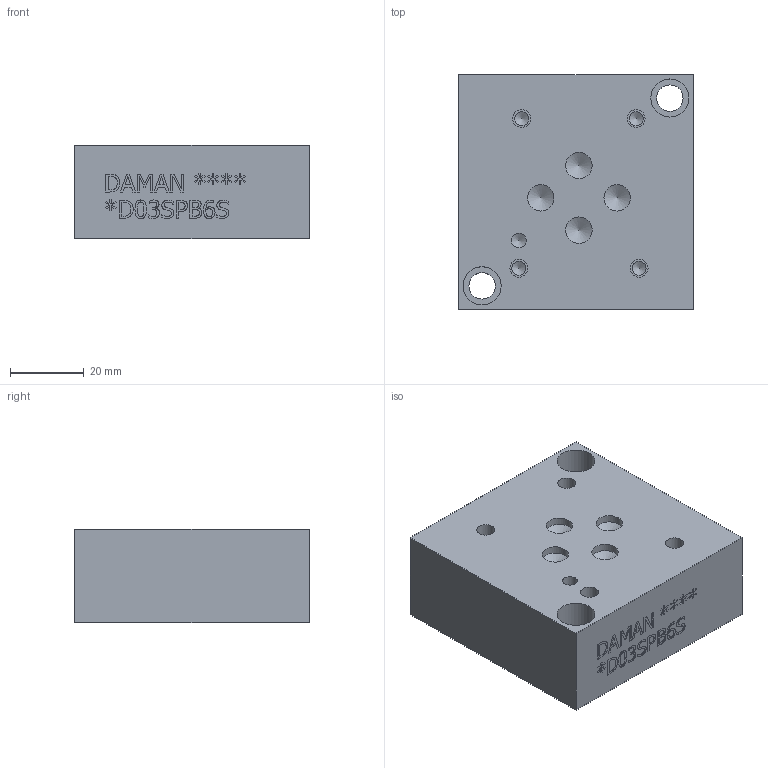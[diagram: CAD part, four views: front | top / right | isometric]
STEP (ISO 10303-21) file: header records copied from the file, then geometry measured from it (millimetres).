
FILE_DESCRIPTION(/* description */ (''),/* implementation_level */ '2;1');
FILE_NAME(/* name */ '_D03SPB6S.stp',/* time_stamp */ '2022-01-31T09:57:03-05:00',/* author */ ('bobbyh'),/* organization */ (''),/* preprocessor_version */ 'ST-DEVELOPER v18',/* originating_system */ 'Autodesk Inventor 2020',/* authorisation */ '');
FILE_SCHEMA (('AUTOMOTIVE_DESIGN { 1 0 10303 214 3 1 1 }'));
Length unit declared in the file: millimetre
Products named in the file (1): Part__D03SPB6S_3D
Bounding box: 63.5 x 63.5 x 25.4 mm (x, y, z)
Volume: 83720.8 mm3; surface area: 20755.2 mm2
Topology: 1 solids, 1 shells, 481 faces, 1313 edges, 881 vertices
Faces by surface type: plane 273, bspline 142, cylinder 41, cone 25
Full cylindrical faces by diameter (mm): 3.785 x4, 3.962 x1, 4.826 x4, 7.137 x6, 10.312 x2, 12.294 x4, 12.9 x4, 14.275 x4, 14.529 x4
Entity records: 16262 total; most frequent: CARTESIAN_POINT 4509, ORIENTED_EDGE 2600, DIRECTION 1832, EDGE_CURVE 1300, VERTEX_POINT 881, LINE 880, VECTOR 880, EDGE_LOOP 545
